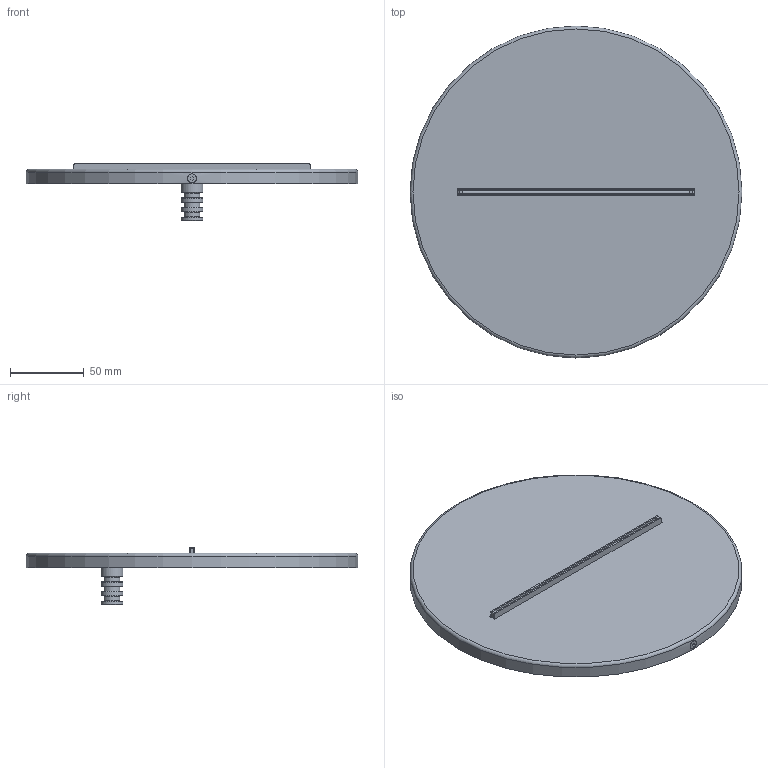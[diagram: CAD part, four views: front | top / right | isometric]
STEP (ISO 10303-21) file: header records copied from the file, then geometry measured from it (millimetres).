
FILE_DESCRIPTION(('STEP AP214'),'1');
FILE_NAME('Art.50001.stp','2022-09-05T07:24:55',(' '),(' '),'Spatial InterOp 3D',' ',' ');
FILE_SCHEMA(('AUTOMOTIVE_DESIGN { 1 0 10303 214 1 1 1 1 }'));
Length unit declared in the file: millimetre
Products named in the file (10): Art.50001
Assembly tree (9 placements, depth 2):
  Art.50001
    Art.50001
    Art.50001
    Art.50001
    Art.50001
    Art.50001
    Art.50001
    Art.50001
    Art.50001
    Art.50001
Bounding box: 225 x 225 x 39 mm (x, y, z)
Volume: 223719.5 mm3; surface area: 311157.6 mm2
Topology: 9 solids, 9 shells, 545 faces, 1455 edges, 956 vertices
Faces by surface type: plane 297, cylinder 209, cone 37, torus 2
Full cylindrical faces by diameter (mm): 2.5 x2, 2.8 x2, 3 x2, 4 x2, 4.9 x2, 5.3 x4, 6 x4, 6.2 x8, 9 x2, 10.8 x6, 12.9 x2, 13.1 x2, 14.8 x8, 26.955 x2, 222 x1, 225 x1
Entity records: 21248 total; most frequent: CARTESIAN_POINT 2997, DIRECTION 2888, ORIENTED_EDGE 2680, EDGE_CURVE 1340, AXIS2_PLACEMENT_3D 1020, VERTEX_POINT 930, LINE 848, VECTOR 848
